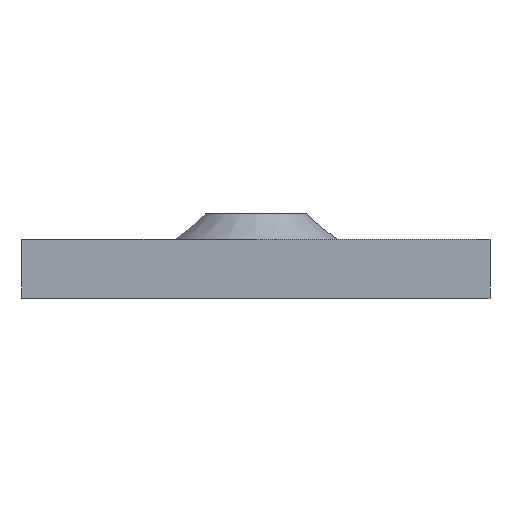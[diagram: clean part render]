
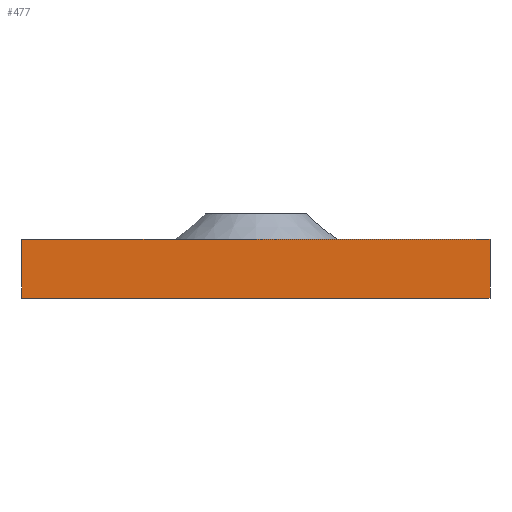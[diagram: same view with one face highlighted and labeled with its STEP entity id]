
A CAD part, left-side view. The second image highlights one B-rep face of the part: STEP entity #477.
In plain terms, the highlighted planar face has unit normal (-1, 0, 0).
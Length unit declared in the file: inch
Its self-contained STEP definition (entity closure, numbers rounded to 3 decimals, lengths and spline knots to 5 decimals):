
#22 = CARTESIAN_POINT ( 'NONE',  ( -7.0935, 0.75, 0. ) ) ;
#34 = FACE_OUTER_BOUND ( 'NONE', #538, .T. ) ;
#58 = LINE ( 'NONE', #170, #562 ) ;
#76 = VECTOR ( 'NONE', #207, 39.37008 ) ;
#83 = CARTESIAN_POINT ( 'NONE',  ( -7.0935, -0.75, 0. ) ) ;
#113 = VERTEX_POINT ( 'NONE', #309 ) ;
#123 = LINE ( 'NONE', #124, #293 ) ;
#124 = CARTESIAN_POINT ( 'NONE',  ( -7.0935, 0.75, 0.188 ) ) ;
#147 = VERTEX_POINT ( 'NONE', #462 ) ;
#158 = ORIENTED_EDGE ( 'NONE', *, *, #232, .F. ) ;
#162 = DIRECTION ( 'NONE',  ( 0., 0., 1. ) ) ;
#170 = CARTESIAN_POINT ( 'NONE',  ( -7.0935, -0.75, 0.188 ) ) ;
#207 = DIRECTION ( 'NONE',  ( 0., -1., 0. ) ) ;
#232 = EDGE_CURVE ( 'NONE', #419, #277, #306, .T. ) ;
#257 = LINE ( 'NONE', #315, #76 ) ;
#266 = AXIS2_PLACEMENT_3D ( 'NONE', #285, #392, #453 ) ;
#277 = VERTEX_POINT ( 'NONE', #358 ) ;
#282 = ORIENTED_EDGE ( 'NONE', *, *, #318, .F. ) ;
#285 = CARTESIAN_POINT ( 'NONE',  ( -7.0935, 0.75, 0.188 ) ) ;
#293 = VECTOR ( 'NONE', #634, 39.37008 ) ;
#306 = LINE ( 'NONE', #22, #651 ) ;
#309 = CARTESIAN_POINT ( 'NONE',  ( -7.0935, 0.75, 0.188 ) ) ;
#315 = CARTESIAN_POINT ( 'NONE',  ( -7.0935, -0.75, 0.188 ) ) ;
#318 = EDGE_CURVE ( 'NONE', #113, #147, #257, .T. ) ;
#326 = EDGE_CURVE ( 'NONE', #113, #277, #123, .T. ) ;
#345 = EDGE_CURVE ( 'NONE', #419, #147, #58, .T. ) ;
#358 = CARTESIAN_POINT ( 'NONE',  ( -7.0935, 0.75, 0. ) ) ;
#392 = DIRECTION ( 'NONE',  ( 1., 0., 0. ) ) ;
#419 = VERTEX_POINT ( 'NONE', #83 ) ;
#453 = DIRECTION ( 'NONE',  ( 0., 0., -1. ) ) ;
#462 = CARTESIAN_POINT ( 'NONE',  ( -7.0935, -0.75, 0.188 ) ) ;
#477 = ADVANCED_FACE ( 'NONE', ( #34 ), #596, .F. ) ;
#532 = DIRECTION ( 'NONE',  ( 0., 1., 0. ) ) ;
#538 = EDGE_LOOP ( 'NONE', ( #630, #282, #572, #158 ) ) ;
#562 = VECTOR ( 'NONE', #162, 39.37008 ) ;
#572 = ORIENTED_EDGE ( 'NONE', *, *, #326, .T. ) ;
#596 = PLANE ( 'NONE',  #266 ) ;
#630 = ORIENTED_EDGE ( 'NONE', *, *, #345, .T. ) ;
#634 = DIRECTION ( 'NONE',  ( 0., 0., -1. ) ) ;
#651 = VECTOR ( 'NONE', #532, 39.37008 ) ;
